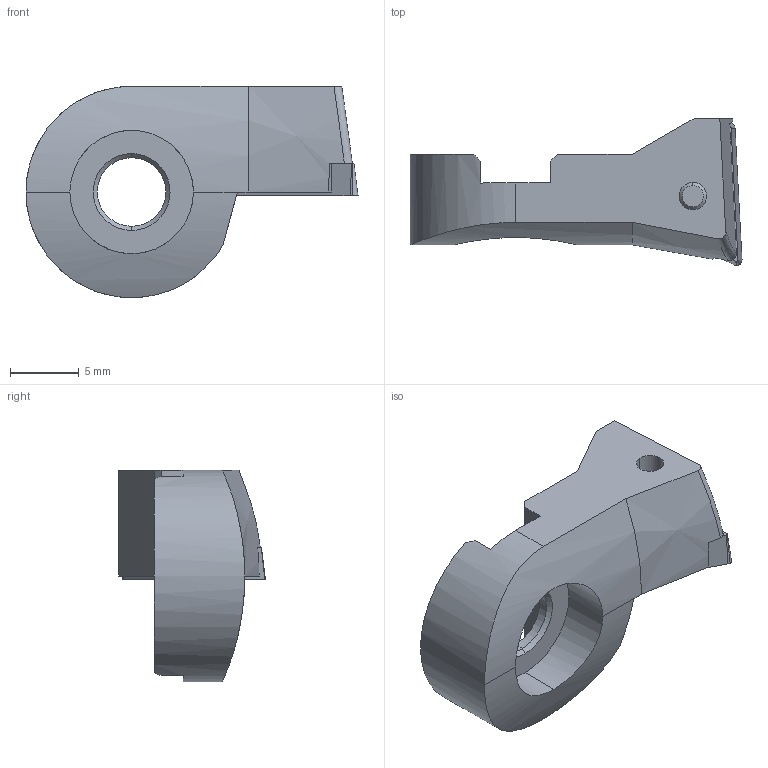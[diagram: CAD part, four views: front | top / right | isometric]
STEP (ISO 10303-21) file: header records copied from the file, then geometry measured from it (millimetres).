
FILE_DESCRIPTION(('no description'),'unknown implementation level');
FILE_NAME('90C432BF-BC87-4FE0-B34E-CD65DAB5B710_export.stp',' ',('CIMSOURCE GmbH'),('CADClick - KiM GmbH - www.kimweb.de'),'unknown preprocess','ACIS','unknown authorization');
FILE_SCHEMA(('automotive_design'));
Length unit declared in the file: millimetre
Products named in the file (3): 626.241 Kaiser EBH 41 TC11 41-54|655.383 Kaiser TCGT 110204 K10C;Kombinieren1; 626.241 Kaiser EBH 41 TC11 41-54|694.122 Kaiser ETL M2.5x6.5 T7 IP 10S;Kreismuster1; 626.241 Kaiser EBH 41 TC11 41-54|626.241 Kaiser EBH 41 TC11 41-54;Fase1
Bounding box: 24.2 x 10.7 x 15.4 mm (x, y, z)
Volume: 1314.3 mm3; surface area: 1372.3 mm2
Topology: 3 solids, 3 shells, 96 faces, 242 edges, 153 vertices
Faces by surface type: cylinder 35, plane 32, cone 22, torus 6, bspline 1
Entity records: 6394 total; most frequent: CARTESIAN_POINT 1182, DIRECTION 544, STYLED_ITEM 494, PRESENTATION_STYLE_ASSIGNMENT 494, COLOUR_RGB 494, ORIENTED_EDGE 484, EDGE_CURVE 242, CURVE_STYLE 242
